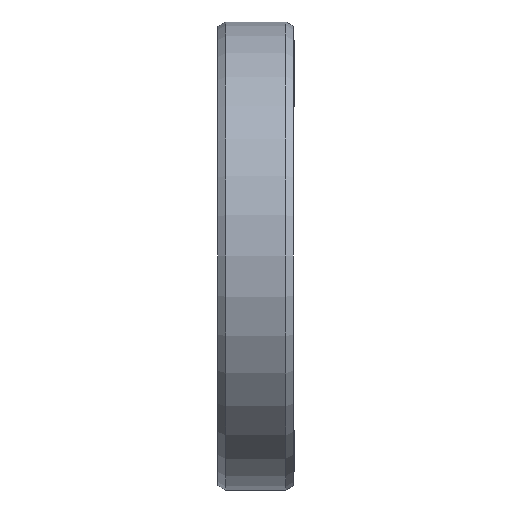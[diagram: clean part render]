
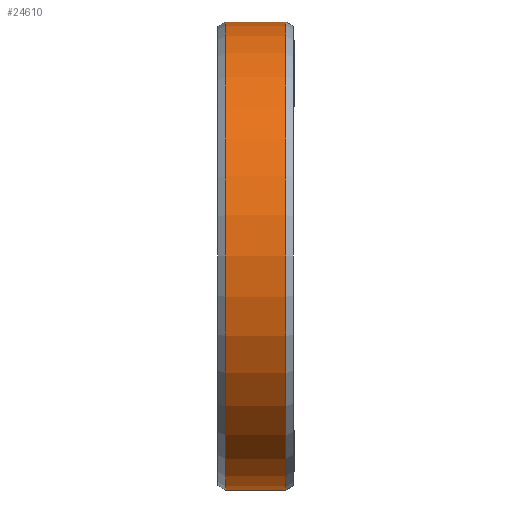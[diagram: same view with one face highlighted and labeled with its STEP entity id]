
A CAD part, left-side view. The second image highlights one B-rep face of the part: STEP entity #24610.
In plain terms, the highlighted cylindrical face has radius 31 mm (diameter 62 mm), a partial arc.
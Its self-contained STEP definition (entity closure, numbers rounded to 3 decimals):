
#23920=DIRECTION('',(0.,1.,0.));
#23921=VECTOR('',#23920,8.);
#23922=CARTESIAN_POINT('',(0.,-4.,-31.));
#23923=LINE('',#23922,#23921);
#23927=DIRECTION('',(0.,1.,0.));
#23928=VECTOR('',#23927,8.);
#23929=CARTESIAN_POINT('',(0.,-4.,31.));
#23930=LINE('',#23929,#23928);
#23934=CARTESIAN_POINT('',(0.,-4.,0.));
#23935=DIRECTION('',(0.,1.,0.));
#23936=DIRECTION('',(0.,0.,-1.));
#23937=AXIS2_PLACEMENT_3D('',#23934,#23935,#23936);
#23972=CARTESIAN_POINT('',(0.,4.,0.));
#23973=DIRECTION('',(0.,1.,0.));
#23974=DIRECTION('',(0.,0.,-1.));
#23975=AXIS2_PLACEMENT_3D('',#23972,#23973,#23974);
#24005=CARTESIAN_POINT('',(0.,-4.,-31.));
#24007=VERTEX_POINT('',#24005);
#24008=CARTESIAN_POINT('',(0.,4.,-31.));
#24009=VERTEX_POINT('',#24008);
#24037=CARTESIAN_POINT('',(0.,-4.,31.));
#24039=VERTEX_POINT('',#24037);
#24040=CARTESIAN_POINT('',(0.,4.,31.));
#24041=VERTEX_POINT('',#24040);
#24596=CARTESIAN_POINT('',(0.,32.572,0.));
#24597=DIRECTION('',(0.,-1.,0.));
#24598=DIRECTION('',(0.,0.,1.));
#24599=AXIS2_PLACEMENT_3D('',#24596,#24597,#24598);
#24600=CYLINDRICAL_SURFACE('',#24599,31.);
#24602=ORIENTED_EDGE('',*,*,#24601,.T.);
#24604=ORIENTED_EDGE('',*,*,#24603,.T.);
#24606=ORIENTED_EDGE('',*,*,#24605,.F.);
#24607=ORIENTED_EDGE('',*,*,#24582,.F.);
#24608=EDGE_LOOP('',(#24602,#24604,#24606,#24607));
#24609=FACE_OUTER_BOUND('',#24608,.F.);
#23938=CIRCLE('',#23937,31.);
#23976=CIRCLE('',#23975,31.);
#24582=EDGE_CURVE('',#24007,#24039,#23938,.T.);
#24601=EDGE_CURVE('',#24007,#24009,#23923,.T.);
#24603=EDGE_CURVE('',#24009,#24041,#23976,.T.);
#24605=EDGE_CURVE('',#24039,#24041,#23930,.T.);
#24610=ADVANCED_FACE('',(#24609),#24600,.T.);
